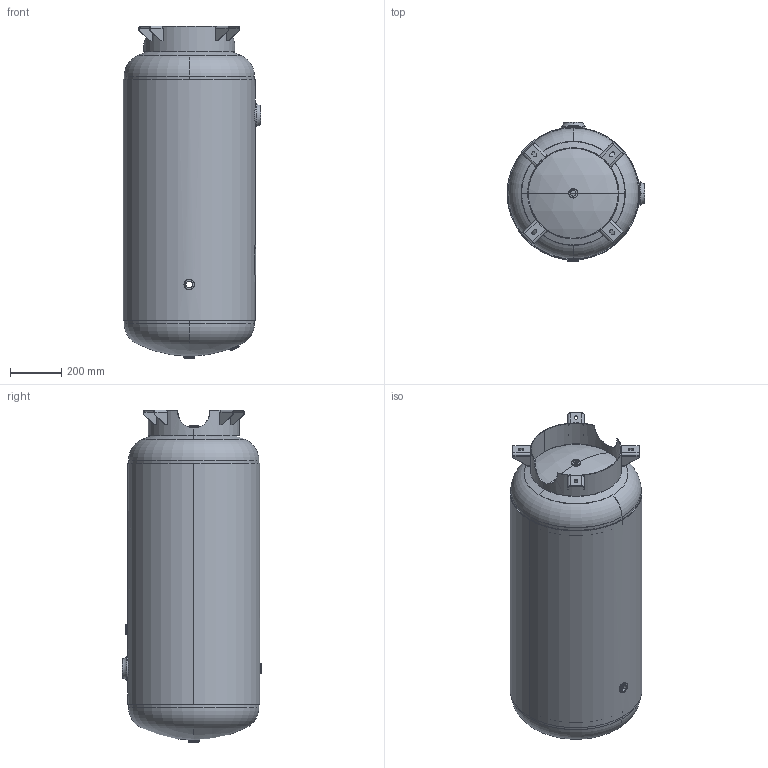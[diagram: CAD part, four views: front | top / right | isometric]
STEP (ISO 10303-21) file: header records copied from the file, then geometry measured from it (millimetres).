
FILE_DESCRIPTION (( 'STEP AP214' ), '1' );
FILE_NAME ('302410.STEP', '2025-04-10T16:28:08', ( '' ), ( '' ), 'SwSTEP 2.0', 'SolidWorks 2022', '' );
FILE_SCHEMA (( 'AUTOMOTIVE_DESIGN' ));
Length unit declared in the file: millimetre
Products named in the file (1): 302410
Bounding box: 536.96 x 543.59 x 1294.6 mm (x, y, z)
Volume: 8539465 mm3; surface area: 4742978.4 mm2
Topology: 16 solids, 16 shells, 344 faces, 756 edges, 456 vertices
Faces by surface type: plane 132, cylinder 98, torus 84, bspline 22, sphere 8
Entity records: 19795 total; most frequent: CARTESIAN_POINT 8149, DIRECTION 1682, ORIENTED_EDGE 1512, EDGE_CURVE 756, AXIS2_PLACEMENT_3D 691, VERTEX_POINT 456, EDGE_LOOP 394, CIRCLE 368
